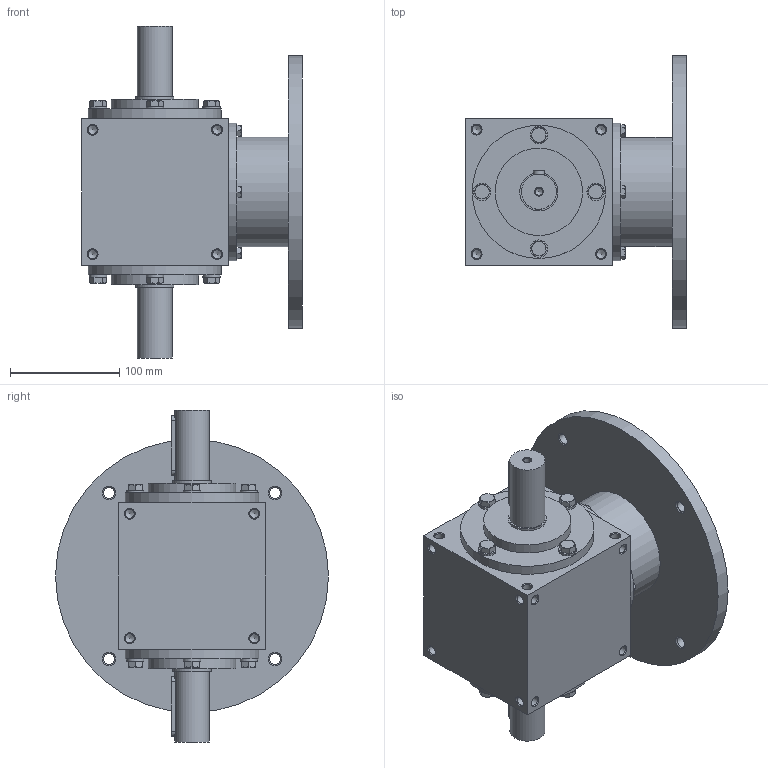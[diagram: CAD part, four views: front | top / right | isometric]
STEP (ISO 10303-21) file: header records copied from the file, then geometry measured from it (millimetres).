
FILE_DESCRIPTION( ( 'STEP AP214' ), '1' );
FILE_NAME( 'MRS134_MS1_R.1_1_100-112_B5.stp', '2018-08-15T11:08:34', ( '' ), ( '' ), ' ', 'PARTsolutions', ' ' );
FILE_SCHEMA( ( 'AUTOMOTIVE_DESIGN { 1 0 10303 214 1 1 1 1 }' ) );
Length unit declared in the file: millimetre
Products named in the file (6): MRS134_MS1_R.1/1_100-112/B5; _MRS13410-case; _MRX134_9-flange; _134-fl_screw; _RC_RR134-screw; _RS134-proshaft
Assembly tree (16 placements, depth 2):
  MRS134_MS1_R.1/1_100-112/B5
    _MRS13410-case
    _MRX134_9-flange
    _134-fl_screw  x4
    _RC_RR134-screw  x8
    _RS134-proshaft  x2
Bounding box: 202 x 250 x 304 mm (x, y, z)
Volume: 3734917.3 mm3; surface area: 338907.4 mm2
Topology: 16 solids, 16 shells, 349 faces, 858 edges, 530 vertices
Faces by surface type: plane 136, cone 132, cylinder 81
Full cylindrical faces by diameter (mm): 6.647 x2, 8.376 x48, 10.106 x4, 16 x8, 32 x2, 35 x3, 40 x1, 80 x2, 100 x1, 122 x2, 126 x1, 180 x1, 250 x1
Entity records: 6538 total; most frequent: CARTESIAN_POINT 972, DIRECTION 910, ORIENTED_EDGE 618, AXIS2_PLACEMENT_3D 428, EDGE_LOOP 328, EDGE_CURVE 309, VERTEX_POINT 266, FACE_OUTER_BOUND 248
